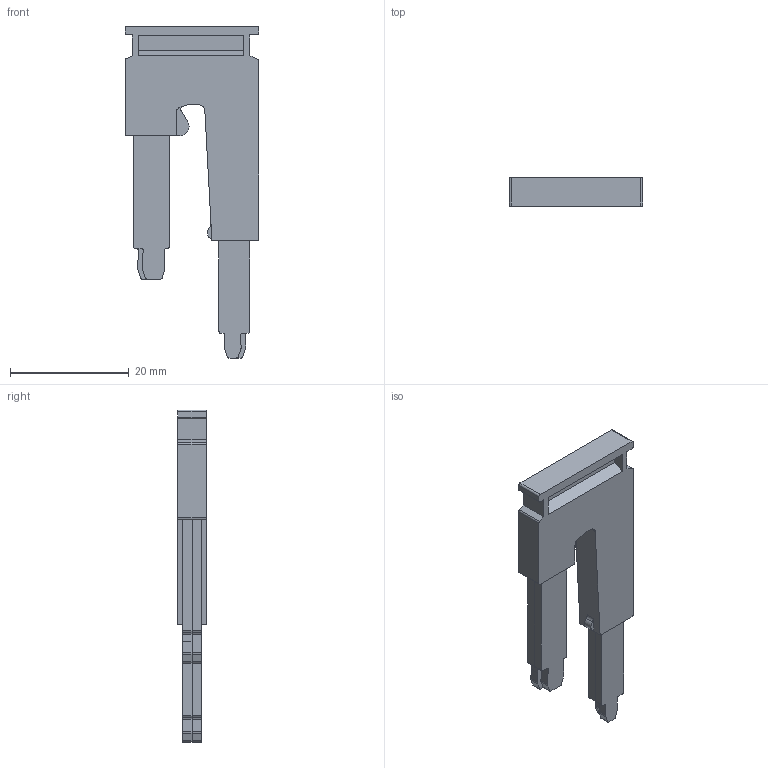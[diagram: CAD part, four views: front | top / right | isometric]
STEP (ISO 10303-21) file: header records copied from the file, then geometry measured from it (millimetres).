
FILE_DESCRIPTION(('CATIA V5R20 STEP214','CAx-IF Rec.Pracs.--- Model Styling and Organization---1.4--- 2014-01-23'),'2;1');
FILE_NAME ('292890-2_1', '2019-02-01T05:05:08+00:00', ('Weidmueller Interface'), ('Weidmueller'), 'CATIA Version 5-6 Release 2016 SP3 HF44', 'CATIA V5 STEP AP214', 'none');
FILE_SCHEMA(('AUTOMOTIVE_DESIGN { 1 0 10303 214 1 1 1 1 }'));
Length unit declared in the file: millimetre
Products named in the file (1): 2562660000_S
Bounding box: 22.5 x 4.8 x 55.95 mm (x, y, z)
Volume: 3063.1 mm3; surface area: 5398.1 mm2
Topology: 3 solids, 3 shells, 211 faces, 561 edges, 374 vertices
Faces by surface type: plane 109, cylinder 102
Entity records: 6331 total; most frequent: CARTESIAN_POINT 1176, ORIENTED_EDGE 1122, DIRECTION 905, EDGE_CURVE 561, AXIS2_PLACEMENT_3D 375, VERTEX_POINT 374, VECTOR 355, LINE 355
